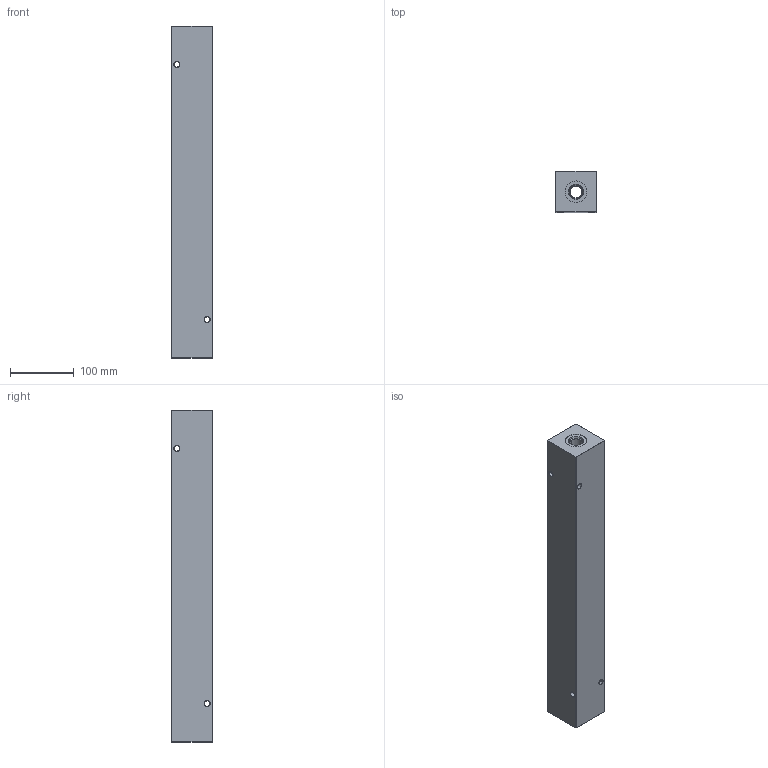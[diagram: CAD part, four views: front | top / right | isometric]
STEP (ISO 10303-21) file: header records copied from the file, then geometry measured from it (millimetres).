
FILE_DESCRIPTION (( 'STEP AP203' ), '1' );
FILE_NAME ('HM-9-90-S-10-8.STEP', '2020-11-09T22:23:25', ( '' ), ( '' ), 'SwSTEP 2.0', 'SolidWorks 2019', '' );
FILE_SCHEMA (( 'CONFIG_CONTROL_DESIGN' ));
Length unit declared in the file: inch
Products named in the file (1): HM-9-90-S-10-8
Bounding box: 63.5 x 63.5 x 520.7 mm (x, y, z)
Volume: 1826385.5 mm3; surface area: 191756.4 mm2
Topology: 1 solids, 1 shells, 729 faces, 1832 edges, 1151 vertices
Faces by surface type: plane 247, bspline 212, cone 136, cylinder 134
Entity records: 33403 total; most frequent: CARTESIAN_POINT 17251, ORIENTED_EDGE 3664, DIRECTION 2678, EDGE_CURVE 1832, VERTEX_POINT 1151, VECTOR 998, LINE 998, AXIS2_PLACEMENT_3D 840
